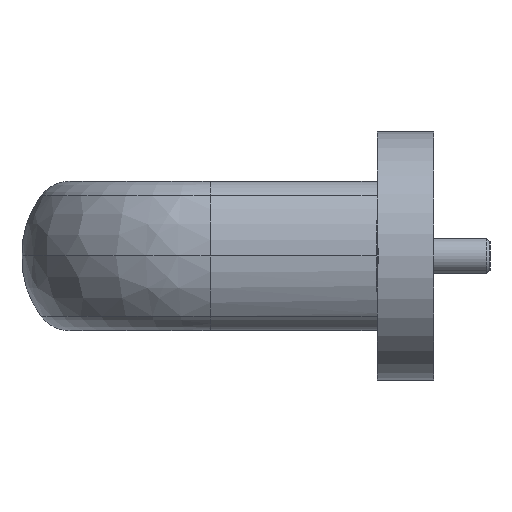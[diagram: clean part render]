
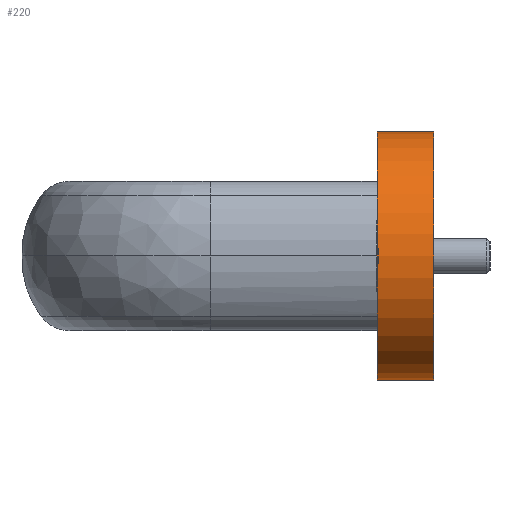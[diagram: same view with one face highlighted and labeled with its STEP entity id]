
A CAD part, left-side view. The second image highlights one B-rep face of the part: STEP entity #220.
In plain terms, the highlighted cylindrical face has radius 17.5 mm (diameter 35 mm), a full revolution.
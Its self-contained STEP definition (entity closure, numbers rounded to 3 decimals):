
#220 = ADVANCED_FACE( '', ( #596, #597 ), #598, .T. );
#596 = FACE_OUTER_BOUND( '', #1199, .T. );
#597 = FACE_OUTER_BOUND( '', #1200, .T. );
#598 = CYLINDRICAL_SURFACE( '', #1201, 17.5 );
#1199 = EDGE_LOOP( '', ( #1945 ) );
#1200 = EDGE_LOOP( '', ( #1946 ) );
#1201 = AXIS2_PLACEMENT_3D( '', #1947, #1948, #1949 );
#1945 = ORIENTED_EDGE( '', *, *, #3225, .F. );
#1946 = ORIENTED_EDGE( '', *, *, #3226, .T. );
#1947 = CARTESIAN_POINT( '', ( 0., 8., 0. ) );
#1948 = DIRECTION( '', ( 0., 1., 0. ) );
#1949 = DIRECTION( '', ( 0., 0., -1. ) );
#3225 = EDGE_CURVE( '', #3767, #3767, #3768, .T. );
#3226 = EDGE_CURVE( '', #3769, #3769, #3770, .T. );
#3767 = VERTEX_POINT( '', #4515 );
#3768 = CIRCLE( '', #4516, 17.5 );
#3769 = VERTEX_POINT( '', #4517 );
#3770 = CIRCLE( '', #4518, 17.5 );
#4515 = CARTESIAN_POINT( '', ( 17.5, 8., 0. ) );
#4516 = AXIS2_PLACEMENT_3D( '', #5338, #5339, #5340 );
#4517 = CARTESIAN_POINT( '', ( 17.5, 0., 0. ) );
#4518 = AXIS2_PLACEMENT_3D( '', #5341, #5342, #5343 );
#5338 = CARTESIAN_POINT( '', ( 0., 8., 0. ) );
#5339 = DIRECTION( '', ( 0., 1., 0. ) );
#5340 = DIRECTION( '', ( 1., 0., 0. ) );
#5341 = CARTESIAN_POINT( '', ( 0., 0., 0. ) );
#5342 = DIRECTION( '', ( 0., 1., 0. ) );
#5343 = DIRECTION( '', ( 1., 0., 0. ) );
